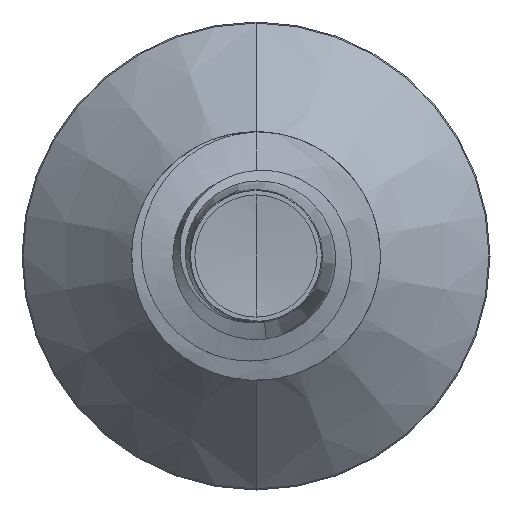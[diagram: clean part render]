
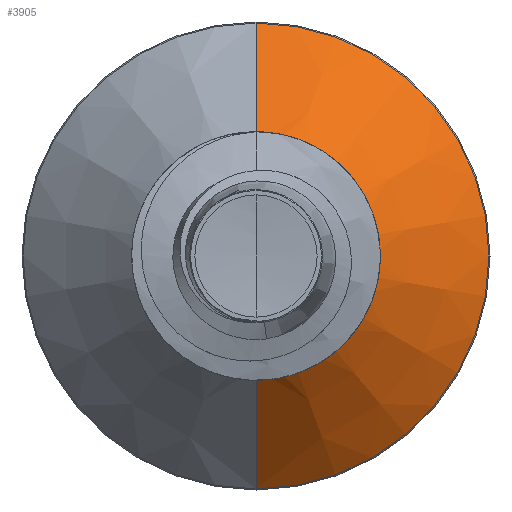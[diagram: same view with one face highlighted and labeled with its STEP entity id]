
A CAD part, front view. The second image highlights one B-rep face of the part: STEP entity #3905.
In plain terms, the highlighted conical face has half-angle 45 degrees and reference radius 2.744 mm.
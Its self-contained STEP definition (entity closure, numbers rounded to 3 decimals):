
#621 = DIRECTION ( 'NONE',  ( 0., 0., 1. ) ) ;
#2603 = CARTESIAN_POINT ( 'NONE',  ( 0., 21.624, -5.624 ) ) ;
#3450 = CIRCLE ( 'NONE', #11161, 2.745 ) ;
#3905 = ADVANCED_FACE ( 'NONE', ( #18175 ), #17697, .T. ) ;
#5396 = ORIENTED_EDGE ( 'NONE', *, *, #19046, .T. ) ;
#5506 = CIRCLE ( 'NONE', #6566, 5.624 ) ;
#6294 = CARTESIAN_POINT ( 'NONE',  ( 0., 18.745, -2.745 ) ) ;
#6430 = EDGE_CURVE ( 'NONE', #10455, #19086, #11419, .T. ) ;
#6566 = AXIS2_PLACEMENT_3D ( 'NONE', #17159, #9932, #18587 ) ;
#6970 = CARTESIAN_POINT ( 'NONE',  ( 0., 18.745, 2.745 ) ) ;
#8720 = CARTESIAN_POINT ( 'NONE',  ( 0., 21.624, 5.624 ) ) ;
#8737 = CARTESIAN_POINT ( 'NONE',  ( 0., 18.745, 0. ) ) ;
#8762 = DIRECTION ( 'NONE',  ( 0., 0.707, -0.707 ) ) ;
#8891 = ORIENTED_EDGE ( 'NONE', *, *, #6430, .T. ) ;
#9114 = CARTESIAN_POINT ( 'NONE',  ( 0., 18.745, -2.745 ) ) ;
#9330 = EDGE_CURVE ( 'NONE', #17617, #17550, #14474, .T. ) ;
#9932 = DIRECTION ( 'NONE',  ( 0., 1., 0. ) ) ;
#10455 = VERTEX_POINT ( 'NONE', #6294 ) ;
#11013 = VECTOR ( 'NONE', #8762, 1000. ) ;
#11102 = DIRECTION ( 'NONE',  ( 0., 0., 1. ) ) ;
#11161 = AXIS2_PLACEMENT_3D ( 'NONE', #18529, #11255, #621 ) ;
#11255 = DIRECTION ( 'NONE',  ( 0., 1., 0. ) ) ;
#11419 = LINE ( 'NONE', #9114, #11013 ) ;
#11846 = AXIS2_PLACEMENT_3D ( 'NONE', #8737, #17797, #11102 ) ;
#12387 = ORIENTED_EDGE ( 'NONE', *, *, #9330, .F. ) ;
#14277 = CARTESIAN_POINT ( 'NONE',  ( 0., 18.745, 2.745 ) ) ;
#14474 = LINE ( 'NONE', #14277, #17669 ) ;
#14837 = EDGE_LOOP ( 'NONE', ( #5396, #8891, #17871, #12387 ) ) ;
#15266 = DIRECTION ( 'NONE',  ( 0., 0.707, 0.707 ) ) ;
#17159 = CARTESIAN_POINT ( 'NONE',  ( 0., 21.624, 0. ) ) ;
#17199 = EDGE_CURVE ( 'NONE', #17550, #19086, #5506, .T. ) ;
#17550 = VERTEX_POINT ( 'NONE', #8720 ) ;
#17617 = VERTEX_POINT ( 'NONE', #6970 ) ;
#17669 = VECTOR ( 'NONE', #15266, 1000. ) ;
#17697 = CONICAL_SURFACE ( 'NONE', #11846, 2.745, 0.785 ) ;
#17797 = DIRECTION ( 'NONE',  ( 0., 1., 0. ) ) ;
#17871 = ORIENTED_EDGE ( 'NONE', *, *, #17199, .F. ) ;
#18175 = FACE_OUTER_BOUND ( 'NONE', #14837, .T. ) ;
#18529 = CARTESIAN_POINT ( 'NONE',  ( 0., 18.745, 0. ) ) ;
#18587 = DIRECTION ( 'NONE',  ( 0., 0., 1. ) ) ;
#19046 = EDGE_CURVE ( 'NONE', #17617, #10455, #3450, .T. ) ;
#19086 = VERTEX_POINT ( 'NONE', #2603 ) ;
